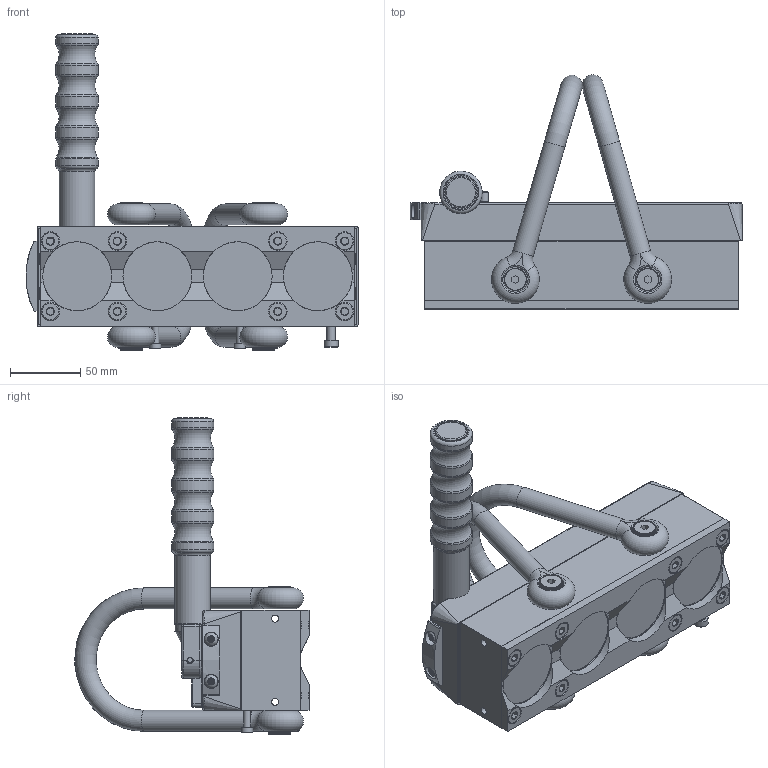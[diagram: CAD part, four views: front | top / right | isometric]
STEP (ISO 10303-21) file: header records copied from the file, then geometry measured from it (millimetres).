
FILE_DESCRIPTION(/* description */ (''),/* implementation_level */ '2;1');
FILE_NAME(/* name */ 'MS-8100364.stp',/* time_stamp */ '2013-12-11T08:57:03+01:00',/* author */ ('bs'),/* organization */ (''),/* preprocessor_version */ 'ST-DEVELOPER v15.2',/* originating_system */ 'Autodesk Inventor 2014',/* authorisation */ '');
FILE_SCHEMA (('AUTOMOTIVE_DESIGN { 1 0 10303 214 3 1 1 }'));
Products named in the file (1): MS-8100364
Bounding box: 235.88 x 166.3 x 224.85 mm (x, y, z)
Volume: 723.8 mm3; surface area: 187310.1 mm2
Topology: 14 solids, 232 shells, 1497 faces, 5298 edges, 3980 vertices
Faces by surface type: plane 955, cylinder 188, cone 181, bspline 123, torus 46, sphere 4
Full cylindrical faces by diameter (mm): 3.2 x2, 4.2 x1, 5 x8, 6 x1, 8 x4, 9 x1, 10 x3, 11 x1, 13 x4, 13.2 x8, 15 x4, 16 x4, 18 x4, 22 x1, 22.225 x1, 23.812 x1, 25.4 x1, 30.163 x5, 45 x1, 49 x4
Entity records: 67211 total; most frequent: CARTESIAN_POINT 23648, DIRECTION 8163, ORIENTED_EDGE 7348, EDGE_CURVE 5175, VERTEX_POINT 3965, LINE 2949, VECTOR 2949, AXIS2_PLACEMENT_3D 2607
